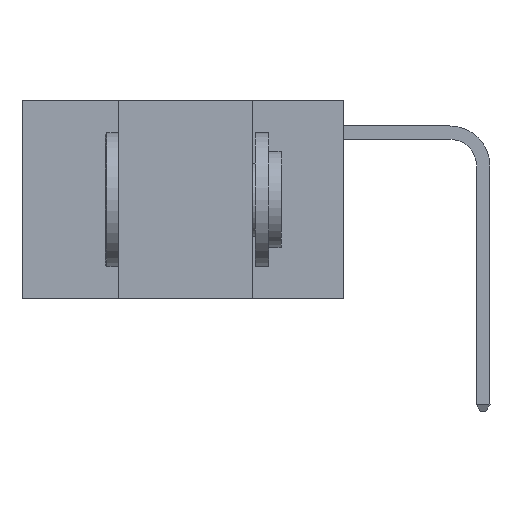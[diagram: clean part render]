
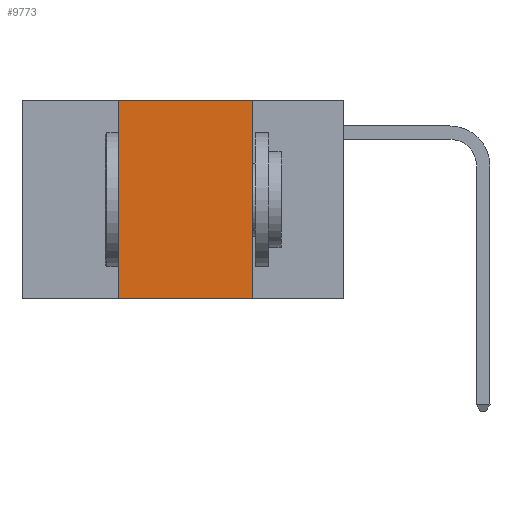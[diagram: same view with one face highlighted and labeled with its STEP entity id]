
A CAD part, left-side view. The second image highlights one B-rep face of the part: STEP entity #9773.
In plain terms, the highlighted planar face has unit normal (-1, 0, 0).
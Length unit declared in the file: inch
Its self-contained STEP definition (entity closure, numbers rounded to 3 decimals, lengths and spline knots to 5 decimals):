
#49 = DIRECTION ( 'NONE',  ( 0., -1., 0. ) ) ;
#331 = ORIENTED_EDGE ( 'NONE', *, *, #9188, .F. ) ;
#1200 = CARTESIAN_POINT ( 'NONE',  ( 0., 0.42, -0.37 ) ) ;
#1400 = LINE ( 'NONE', #2668, #8289 ) ;
#1845 = DIRECTION ( 'NONE',  ( 0., -1., 0. ) ) ;
#2668 = CARTESIAN_POINT ( 'NONE',  ( 0., 0.6, 0. ) ) ;
#3127 = CARTESIAN_POINT ( 'NONE',  ( 0., 0.6, 0. ) ) ;
#3196 = CARTESIAN_POINT ( 'NONE',  ( 0., 0.6, -0.37 ) ) ;
#3810 = DIRECTION ( 'NONE',  ( 0., 0., -1. ) ) ;
#4110 = CARTESIAN_POINT ( 'NONE',  ( 0., 0.17, -0.37 ) ) ;
#4318 = FACE_OUTER_BOUND ( 'NONE', #4421, .T. ) ;
#4390 = DIRECTION ( 'NONE',  ( 1., 0., 0. ) ) ;
#4421 = EDGE_LOOP ( 'NONE', ( #331, #4977, #10543, #15585 ) ) ;
#4704 = AXIS2_PLACEMENT_3D ( 'NONE', #3127, #4390, #7966 ) ;
#4977 = ORIENTED_EDGE ( 'NONE', *, *, #12241, .F. ) ;
#5065 = LINE ( 'NONE', #8895, #9029 ) ;
#5475 = EDGE_CURVE ( 'NONE', #12995, #10802, #6774, .T. ) ;
#6179 = VERTEX_POINT ( 'NONE', #9838 ) ;
#6385 = VECTOR ( 'NONE', #1845, 39.37008 ) ;
#6774 = LINE ( 'NONE', #3196, #6385 ) ;
#7175 = LINE ( 'NONE', #13281, #9039 ) ;
#7251 = DIRECTION ( 'NONE',  ( 0., 0., 1. ) ) ;
#7966 = DIRECTION ( 'NONE',  ( 0., 0., -1. ) ) ;
#8289 = VECTOR ( 'NONE', #49, 39.37008 ) ;
#8895 = CARTESIAN_POINT ( 'NONE',  ( 0., 0.17, 0. ) ) ;
#9029 = VECTOR ( 'NONE', #3810, 39.37008 ) ;
#9039 = VECTOR ( 'NONE', #7251, 39.37008 ) ;
#9188 = EDGE_CURVE ( 'NONE', #15559, #10802, #5065, .T. ) ;
#9398 = PLANE ( 'NONE',  #4704 ) ;
#9773 = ADVANCED_FACE ( 'NONE', ( #4318 ), #9398, .F. ) ;
#9838 = CARTESIAN_POINT ( 'NONE',  ( 0., 0.42, 0. ) ) ;
#9865 = EDGE_CURVE ( 'NONE', #12995, #6179, #7175, .T. ) ;
#10543 = ORIENTED_EDGE ( 'NONE', *, *, #9865, .F. ) ;
#10802 = VERTEX_POINT ( 'NONE', #4110 ) ;
#12241 = EDGE_CURVE ( 'NONE', #6179, #15559, #1400, .T. ) ;
#12995 = VERTEX_POINT ( 'NONE', #1200 ) ;
#13281 = CARTESIAN_POINT ( 'NONE',  ( 0., 0.42, 0. ) ) ;
#15335 = CARTESIAN_POINT ( 'NONE',  ( 0., 0.17, 0. ) ) ;
#15559 = VERTEX_POINT ( 'NONE', #15335 ) ;
#15585 = ORIENTED_EDGE ( 'NONE', *, *, #5475, .T. ) ;
